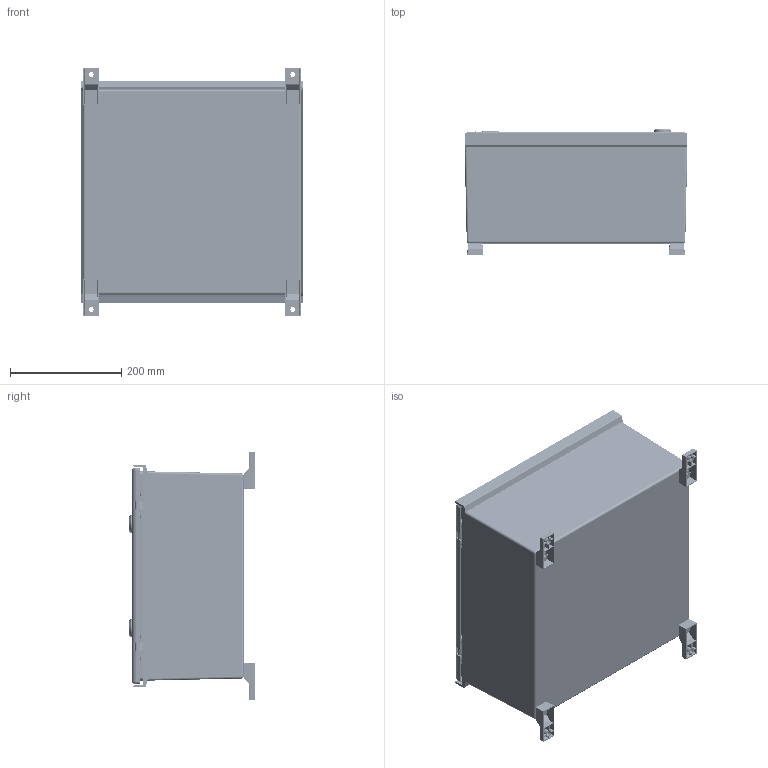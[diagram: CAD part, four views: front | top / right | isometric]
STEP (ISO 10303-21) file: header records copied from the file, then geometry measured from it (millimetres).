
FILE_DESCRIPTION((''),'2;1');
FILE_NAME('NGRW404020-U_NFL1_ASM','2016-11-28T',('kjell_andersson'),(''),'CREO PARAMETRIC BY PTC INC, 2015290','CREO PARAMETRIC BY PTC INC, 2015290','');
FILE_SCHEMA(('AUTOMOTIVE_DESIGN { 1 0 10303 214 1 1 1 1 }'));
Products named in the file (28): NGRP404020_BASE; CUBO_N_SCREW_4X13; HINGE_BASE; CUBO_N_HINGE_BASE_ASM; NGRW404020_LID; NGRP404020_LID_GASKET; HINGE_LID; HINGE_LID_SCREW_5X10; CUBO_N_HINGE_LID_ASM; MOUNTING_SC_SPRING_WASHER; MOUNTING_SCREW_MAIN; MOUNTING_SCREW_HEAD; MOUNTING_SC_M6_SUBASM_ASM; MOUNTING_SC_NUT_M6; MOUNTING_SCREW_M6_ASM_ASM; CUBO_N_LOCK_PART1; CUBO_N_LOCK_LATCH; CUBO_N_LOCK_PART2; CUBO_N_LOCK_FRAME; CUBO_N_LOCK_INSERT; CUBO_N_LOCK_NUT; CUBO_N_LOCK_PART4; CUBO_N_LOCK_ASM; NGRW404020_WINDOW; NGRW404020_U_SUB_ASM; NGRW404020_U_ASM; NFL1; NGRW404020-U_NFL1_ASM
Assembly tree (40 placements, depth 6):
  NGRW404020-U_NFL1_ASM
    NGRW404020_U_ASM
      NGRW404020_U_SUB_ASM
        NGRP404020_BASE
        CUBO_N_HINGE_BASE_ASM  x2
          CUBO_N_SCREW_4X13
          HINGE_BASE
        NGRW404020_LID
        NGRP404020_LID_GASKET
        CUBO_N_HINGE_LID_ASM  x2
          HINGE_LID
          HINGE_LID_SCREW_5X10
        MOUNTING_SCREW_M6_ASM_ASM  x4
          MOUNTING_SC_SPRING_WASHER
          MOUNTING_SC_M6_SUBASM_ASM
            MOUNTING_SCREW_MAIN
            MOUNTING_SCREW_HEAD
          MOUNTING_SC_NUT_M6
        CUBO_N_LOCK_ASM  x2
          CUBO_N_LOCK_PART1
          CUBO_N_LOCK_LATCH
          CUBO_N_LOCK_PART2
          CUBO_N_LOCK_FRAME
          CUBO_N_SCREW_4X13
          CUBO_N_LOCK_INSERT
          CUBO_N_LOCK_NUT
          CUBO_N_LOCK_PART4
        NGRW404020_WINDOW
    NFL1  x4
Bounding box: 400 x 225.4 x 445.7 mm (x, y, z)
Volume: 2216783.3 mm3; surface area: 1523737.3 mm2
Topology: 65 solids, 70 shells, 5906 faces, 14284 edges, 8415 vertices
Faces by surface type: plane 1914, cylinder 1670, cone 1290, bspline 555, torus 264, sphere 213
Entity records: 154813 total; most frequent: CARTESIAN_POINT 72633, ORIENTED_EDGE 17174, DIRECTION 15509, EDGE_CURVE 8587, AXIS2_PLACEMENT_3D 5755, VERTEX_POINT 5143, VECTOR 3999, LINE 3999
